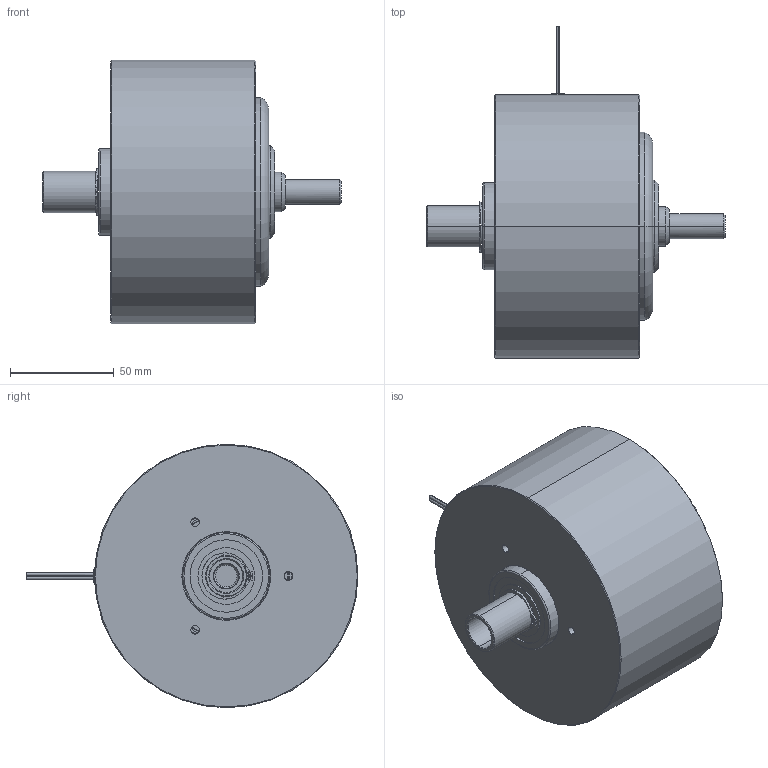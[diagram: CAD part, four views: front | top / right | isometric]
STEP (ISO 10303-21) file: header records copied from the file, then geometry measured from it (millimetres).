
FILE_DESCRIPTION (( 'STEP AP214' ), '1' );
FILE_NAME ('HCF-250M_E_EF.STEP', '2013-06-17T16:27:07', ( 'Jeff' ), ( '' ), 'SwSTEP 2.0', 'SolidWorks 2013', '' );
FILE_SCHEMA (( 'AUTOMOTIVE_DESIGN' ));
Length unit declared in the file: inch
Products named in the file (1): HCF-250M_E_EF
Bounding box: 143.77 x 160.02 x 127 mm (x, y, z)
Surface area: 92411.1 mm2 (no closed solid volume)
Topology: 0 solids, 12 shells, 197 faces, 1150 edges, 971 vertices
Faces by surface type: cylinder 94, cone 55, plane 38, torus 10
Entity records: 14726 total; most frequent: CARTESIAN_POINT 3189, DIRECTION 1902, ORIENTED_EDGE 1517, EDGE_CURVE 1150, VERTEX_POINT 971, AXIS2_PLACEMENT_3D 736, CIRCLE 538, VECTOR 430
